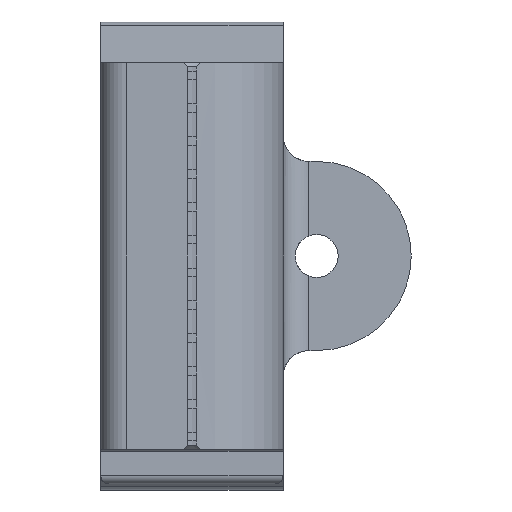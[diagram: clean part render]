
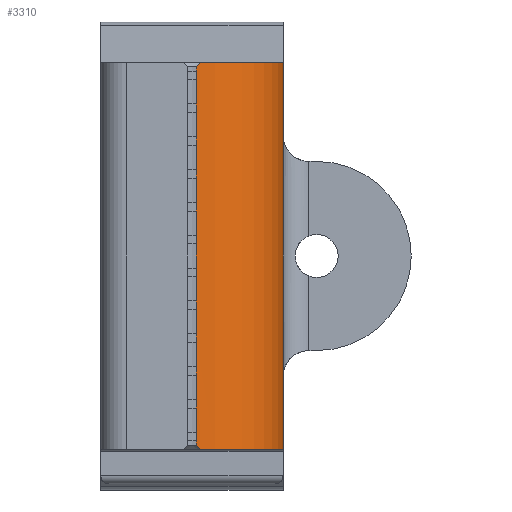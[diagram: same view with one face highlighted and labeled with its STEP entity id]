
A CAD part, front view. The second image highlights one B-rep face of the part: STEP entity #3310.
In plain terms, the highlighted cylindrical face has radius 10.6 mm (diameter 21.2 mm), a partial arc.
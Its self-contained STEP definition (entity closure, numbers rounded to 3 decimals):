
#27=ELLIPSE('',#3542,14.991,10.6);
#28=ELLIPSE('',#3553,14.991,10.6);
#230=LINE('',#5566,#573);
#242=LINE('',#5590,#585);
#254=LINE('',#5614,#597);
#266=LINE('',#5638,#609);
#278=LINE('',#5662,#621);
#290=LINE('',#5686,#633);
#302=LINE('',#5710,#645);
#314=LINE('',#5734,#657);
#326=LINE('',#5758,#669);
#338=LINE('',#5782,#681);
#350=LINE('',#5806,#693);
#361=LINE('',#5827,#704);
#362=LINE('',#5830,#705);
#365=LINE('',#5835,#708);
#367=LINE('',#5838,#710);
#369=LINE('',#5841,#712);
#371=LINE('',#5844,#714);
#373=LINE('',#5847,#716);
#375=LINE('',#5850,#718);
#377=LINE('',#5853,#720);
#379=LINE('',#5856,#722);
#381=LINE('',#5859,#724);
#386=LINE('',#5868,#729);
#394=LINE('',#5883,#737);
#415=LINE('',#5941,#758);
#416=LINE('',#5945,#759);
#573=VECTOR('',#3930,10.);
#585=VECTOR('',#3950,10.);
#597=VECTOR('',#3970,10.);
#609=VECTOR('',#3990,10.);
#621=VECTOR('',#4010,10.);
#633=VECTOR('',#4030,10.);
#645=VECTOR('',#4050,10.);
#657=VECTOR('',#4070,10.);
#669=VECTOR('',#4090,10.);
#681=VECTOR('',#4110,10.);
#693=VECTOR('',#4130,10.);
#704=VECTOR('',#4149,10.);
#705=VECTOR('',#4152,10.);
#708=VECTOR('',#4157,10.);
#710=VECTOR('',#4161,10.);
#712=VECTOR('',#4165,10.);
#714=VECTOR('',#4169,10.);
#716=VECTOR('',#4173,10.);
#718=VECTOR('',#4177,10.);
#720=VECTOR('',#4181,10.);
#722=VECTOR('',#4185,10.);
#724=VECTOR('',#4189,10.);
#729=VECTOR('',#4196,10.);
#737=VECTOR('',#4212,10.);
#758=VECTOR('',#4261,10.);
#759=VECTOR('',#4266,10.);
#854=CYLINDRICAL_SURFACE('',#3555,10.6);
#991=FACE_OUTER_BOUND('',#1170,.T.);
#1170=EDGE_LOOP('',(#2805,#2806,#2807,#2808,#2809,#2810,#2811,#2812,#2813,
#2814,#2815,#2816,#2817,#2818,#2819,#2820,#2821,#2822,#2823,#2824,#2825,
#2826,#2827,#2828,#2829,#2830,#2831,#2832,#2833,#2834));
#1309=CIRCLE('',#3443,10.6);
#1338=CIRCLE('',#3556,10.6);
#1469=VERTEX_POINT('',#5385);
#1470=VERTEX_POINT('',#5387);
#1521=VERTEX_POINT('',#5560);
#1523=VERTEX_POINT('',#5564);
#1529=VERTEX_POINT('',#5584);
#1531=VERTEX_POINT('',#5588);
#1537=VERTEX_POINT('',#5608);
#1539=VERTEX_POINT('',#5612);
#1545=VERTEX_POINT('',#5632);
#1547=VERTEX_POINT('',#5636);
#1553=VERTEX_POINT('',#5656);
#1555=VERTEX_POINT('',#5660);
#1561=VERTEX_POINT('',#5680);
#1563=VERTEX_POINT('',#5684);
#1569=VERTEX_POINT('',#5704);
#1571=VERTEX_POINT('',#5708);
#1577=VERTEX_POINT('',#5728);
#1579=VERTEX_POINT('',#5732);
#1585=VERTEX_POINT('',#5752);
#1587=VERTEX_POINT('',#5756);
#1593=VERTEX_POINT('',#5776);
#1595=VERTEX_POINT('',#5780);
#1601=VERTEX_POINT('',#5800);
#1603=VERTEX_POINT('',#5804);
#1609=VERTEX_POINT('',#5825);
#1610=VERTEX_POINT('',#5829);
#1613=VERTEX_POINT('',#5863);
#1619=VERTEX_POINT('',#5887);
#1624=VERTEX_POINT('',#5937);
#1625=VERTEX_POINT('',#5943);
#1798=EDGE_CURVE('',#1469,#1470,#1309,.T.);
#1868=EDGE_CURVE('',#1521,#1523,#230,.T.);
#1880=EDGE_CURVE('',#1529,#1531,#242,.T.);
#1892=EDGE_CURVE('',#1537,#1539,#254,.T.);
#1904=EDGE_CURVE('',#1545,#1547,#266,.T.);
#1916=EDGE_CURVE('',#1553,#1555,#278,.T.);
#1928=EDGE_CURVE('',#1561,#1563,#290,.T.);
#1940=EDGE_CURVE('',#1569,#1571,#302,.T.);
#1952=EDGE_CURVE('',#1577,#1579,#314,.T.);
#1964=EDGE_CURVE('',#1585,#1587,#326,.T.);
#1976=EDGE_CURVE('',#1593,#1595,#338,.T.);
#1988=EDGE_CURVE('',#1601,#1603,#350,.T.);
#1999=EDGE_CURVE('',#1523,#1609,#361,.T.);
#2000=EDGE_CURVE('',#1610,#1601,#362,.T.);
#2003=EDGE_CURVE('',#1603,#1593,#365,.T.);
#2005=EDGE_CURVE('',#1595,#1585,#367,.T.);
#2007=EDGE_CURVE('',#1587,#1577,#369,.T.);
#2009=EDGE_CURVE('',#1579,#1569,#371,.T.);
#2011=EDGE_CURVE('',#1571,#1561,#373,.T.);
#2013=EDGE_CURVE('',#1563,#1553,#375,.T.);
#2015=EDGE_CURVE('',#1555,#1545,#377,.T.);
#2017=EDGE_CURVE('',#1547,#1537,#379,.T.);
#2019=EDGE_CURVE('',#1539,#1529,#381,.T.);
#2024=EDGE_CURVE('',#1613,#1610,#386,.T.);
#2032=EDGE_CURVE('',#1531,#1521,#394,.T.);
#2035=EDGE_CURVE('',#1619,#1469,#27,.T.);
#2061=EDGE_CURVE('',#1624,#1609,#28,.T.);
#2062=EDGE_CURVE('',#1619,#1613,#415,.T.);
#2063=EDGE_CURVE('',#1625,#1624,#1338,.T.);
#2064=EDGE_CURVE('',#1470,#1625,#416,.T.);
#2805=ORIENTED_EDGE('',*,*,#2035,.F.);
#2806=ORIENTED_EDGE('',*,*,#2062,.T.);
#2807=ORIENTED_EDGE('',*,*,#2024,.T.);
#2808=ORIENTED_EDGE('',*,*,#2000,.T.);
#2809=ORIENTED_EDGE('',*,*,#1988,.T.);
#2810=ORIENTED_EDGE('',*,*,#2003,.T.);
#2811=ORIENTED_EDGE('',*,*,#1976,.T.);
#2812=ORIENTED_EDGE('',*,*,#2005,.T.);
#2813=ORIENTED_EDGE('',*,*,#1964,.T.);
#2814=ORIENTED_EDGE('',*,*,#2007,.T.);
#2815=ORIENTED_EDGE('',*,*,#1952,.T.);
#2816=ORIENTED_EDGE('',*,*,#2009,.T.);
#2817=ORIENTED_EDGE('',*,*,#1940,.T.);
#2818=ORIENTED_EDGE('',*,*,#2011,.T.);
#2819=ORIENTED_EDGE('',*,*,#1928,.T.);
#2820=ORIENTED_EDGE('',*,*,#2013,.T.);
#2821=ORIENTED_EDGE('',*,*,#1916,.T.);
#2822=ORIENTED_EDGE('',*,*,#2015,.T.);
#2823=ORIENTED_EDGE('',*,*,#1904,.T.);
#2824=ORIENTED_EDGE('',*,*,#2017,.T.);
#2825=ORIENTED_EDGE('',*,*,#1892,.T.);
#2826=ORIENTED_EDGE('',*,*,#2019,.T.);
#2827=ORIENTED_EDGE('',*,*,#1880,.T.);
#2828=ORIENTED_EDGE('',*,*,#2032,.T.);
#2829=ORIENTED_EDGE('',*,*,#1868,.T.);
#2830=ORIENTED_EDGE('',*,*,#1999,.T.);
#2831=ORIENTED_EDGE('',*,*,#2061,.F.);
#2832=ORIENTED_EDGE('',*,*,#2063,.F.);
#2833=ORIENTED_EDGE('',*,*,#2064,.F.);
#2834=ORIENTED_EDGE('',*,*,#1798,.F.);
#3310=ADVANCED_FACE('',(#991),#854,.T.);
#3443=AXIS2_PLACEMENT_3D('',#5388,#3816,#3817);
#3542=AXIS2_PLACEMENT_3D('',#5889,#4217,#4218);
#3553=AXIS2_PLACEMENT_3D('',#5939,#4257,#4258);
#3555=AXIS2_PLACEMENT_3D('',#5942,#4262,#4263);
#3556=AXIS2_PLACEMENT_3D('',#5944,#4264,#4265);
#3816=DIRECTION('center_axis',(0.,0.,1.));
#3817=DIRECTION('ref_axis',(1.,0.,0.));
#3930=DIRECTION('',(0.,0.,-1.));
#3950=DIRECTION('',(0.,0.,-1.));
#3970=DIRECTION('',(0.,0.,-1.));
#3990=DIRECTION('',(0.,0.,-1.));
#4010=DIRECTION('',(0.,0.,-1.));
#4030=DIRECTION('',(0.,0.,-1.));
#4050=DIRECTION('',(0.,0.,-1.));
#4070=DIRECTION('',(0.,0.,-1.));
#4090=DIRECTION('',(0.,0.,-1.));
#4110=DIRECTION('',(0.,0.,-1.));
#4130=DIRECTION('',(0.,0.,-1.));
#4149=DIRECTION('',(0.,0.,-1.));
#4152=DIRECTION('',(0.,0.,-1.));
#4157=DIRECTION('',(0.,0.,-1.));
#4161=DIRECTION('',(0.,0.,-1.));
#4165=DIRECTION('',(0.,0.,-1.));
#4169=DIRECTION('',(0.,0.,-1.));
#4173=DIRECTION('',(0.,0.,-1.));
#4177=DIRECTION('',(0.,0.,-1.));
#4181=DIRECTION('',(0.,0.,-1.));
#4185=DIRECTION('',(0.,0.,-1.));
#4189=DIRECTION('',(0.,0.,-1.));
#4196=DIRECTION('',(0.,0.,-1.));
#4212=DIRECTION('',(0.,0.,-1.));
#4217=DIRECTION('center_axis',(-0.707,0.,
0.707));
#4218=DIRECTION('ref_axis',(0.707,0.,0.707));
#4257=DIRECTION('center_axis',(-0.707,0.,
-0.707));
#4258=DIRECTION('ref_axis',(0.707,0.,-0.707));
#4261=DIRECTION('',(0.,0.,-1.));
#4262=DIRECTION('center_axis',(0.,0.,1.));
#4263=DIRECTION('ref_axis',(1.,0.,0.));
#4264=DIRECTION('center_axis',(0.,0.,-1.));
#4265=DIRECTION('ref_axis',(1.,0.,0.));
#4266=DIRECTION('',(0.,0.,-1.));
#5385=CARTESIAN_POINT('',(1.,-10.553,22.5));
#5387=CARTESIAN_POINT('',(10.6,0.,22.5));
#5388=CARTESIAN_POINT('Origin',(0.,0.,22.5));
#5560=CARTESIAN_POINT('',(0.5,-10.588,-20.5));
#5564=CARTESIAN_POINT('',(0.5,-10.588,-21.5));
#5566=CARTESIAN_POINT('',(0.5,-10.588,0.));
#5584=CARTESIAN_POINT('',(0.5,-10.588,-16.682));
#5588=CARTESIAN_POINT('',(0.5,-10.588,-17.682));
#5590=CARTESIAN_POINT('',(0.5,-10.588,0.));
#5608=CARTESIAN_POINT('',(0.5,-10.588,-12.864));
#5612=CARTESIAN_POINT('',(0.5,-10.588,-13.864));
#5614=CARTESIAN_POINT('',(0.5,-10.588,0.));
#5632=CARTESIAN_POINT('',(0.5,-10.588,-9.045));
#5636=CARTESIAN_POINT('',(0.5,-10.588,-10.045));
#5638=CARTESIAN_POINT('',(0.5,-10.588,0.));
#5656=CARTESIAN_POINT('',(0.5,-10.588,-5.227));
#5660=CARTESIAN_POINT('',(0.5,-10.588,-6.227));
#5662=CARTESIAN_POINT('',(0.5,-10.588,0.));
#5680=CARTESIAN_POINT('',(0.5,-10.588,-1.409));
#5684=CARTESIAN_POINT('',(0.5,-10.588,-2.409));
#5686=CARTESIAN_POINT('',(0.5,-10.588,0.));
#5704=CARTESIAN_POINT('',(0.5,-10.588,2.409));
#5708=CARTESIAN_POINT('',(0.5,-10.588,1.409));
#5710=CARTESIAN_POINT('',(0.5,-10.588,0.));
#5728=CARTESIAN_POINT('',(0.5,-10.588,6.227));
#5732=CARTESIAN_POINT('',(0.5,-10.588,5.227));
#5734=CARTESIAN_POINT('',(0.5,-10.588,0.));
#5752=CARTESIAN_POINT('',(0.5,-10.588,10.045));
#5756=CARTESIAN_POINT('',(0.5,-10.588,9.045));
#5758=CARTESIAN_POINT('',(0.5,-10.588,0.));
#5776=CARTESIAN_POINT('',(0.5,-10.588,13.864));
#5780=CARTESIAN_POINT('',(0.5,-10.588,12.864));
#5782=CARTESIAN_POINT('',(0.5,-10.588,0.));
#5800=CARTESIAN_POINT('',(0.5,-10.588,17.682));
#5804=CARTESIAN_POINT('',(0.5,-10.588,16.682));
#5806=CARTESIAN_POINT('',(0.5,-10.588,0.));
#5825=CARTESIAN_POINT('',(0.5,-10.588,-22.));
#5827=CARTESIAN_POINT('',(0.5,-10.588,0.));
#5829=CARTESIAN_POINT('',(0.5,-10.588,20.5));
#5830=CARTESIAN_POINT('',(0.5,-10.588,0.));
#5835=CARTESIAN_POINT('',(0.5,-10.588,0.));
#5838=CARTESIAN_POINT('',(0.5,-10.588,0.));
#5841=CARTESIAN_POINT('',(0.5,-10.588,0.));
#5844=CARTESIAN_POINT('',(0.5,-10.588,0.));
#5847=CARTESIAN_POINT('',(0.5,-10.588,0.));
#5850=CARTESIAN_POINT('',(0.5,-10.588,0.));
#5853=CARTESIAN_POINT('',(0.5,-10.588,0.));
#5856=CARTESIAN_POINT('',(0.5,-10.588,0.));
#5859=CARTESIAN_POINT('',(0.5,-10.588,0.));
#5863=CARTESIAN_POINT('',(0.5,-10.588,21.5));
#5868=CARTESIAN_POINT('',(0.5,-10.588,0.));
#5883=CARTESIAN_POINT('',(0.5,-10.588,0.));
#5887=CARTESIAN_POINT('',(0.5,-10.588,22.));
#5889=CARTESIAN_POINT('Origin',(0.,0.,21.5));
#5937=CARTESIAN_POINT('',(1.,-10.553,-22.5));
#5939=CARTESIAN_POINT('Origin',(0.,0.,-21.5));
#5941=CARTESIAN_POINT('',(0.5,-10.588,0.));
#5942=CARTESIAN_POINT('Origin',(0.,0.,0.));
#5943=CARTESIAN_POINT('',(10.6,0.,-22.5));
#5944=CARTESIAN_POINT('Origin',(0.,0.,-22.5));
#5945=CARTESIAN_POINT('',(10.6,0.,0.));
